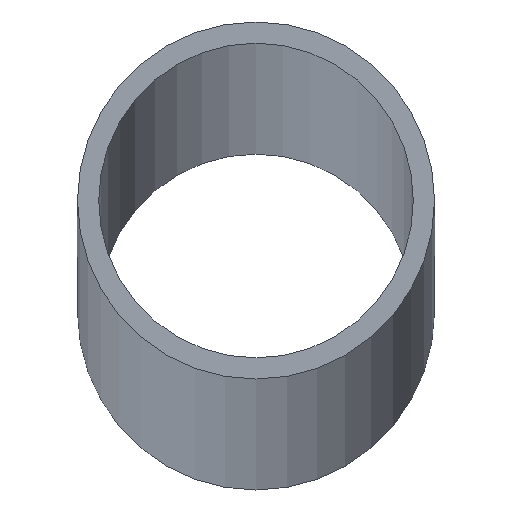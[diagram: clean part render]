
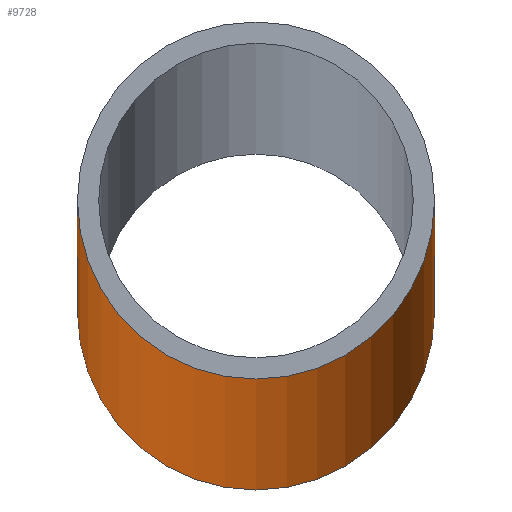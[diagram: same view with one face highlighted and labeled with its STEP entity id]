
A CAD part, top view. The second image highlights one B-rep face of the part: STEP entity #9728.
In plain terms, the highlighted cylindrical face has radius 16.85 mm (diameter 33.7 mm), a full revolution.
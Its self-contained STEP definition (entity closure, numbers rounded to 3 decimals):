
#940 = AXIS2_PLACEMENT_3D ( 'NONE', #2366, #6606, #10532 ) ;
#1099 = CYLINDRICAL_SURFACE ( 'NONE', #5360, 16.85 ) ;
#1589 = DIRECTION ( 'NONE',  ( 0., 0., 1. ) ) ;
#2366 = CARTESIAN_POINT ( 'NONE',  ( 0., 0., 3000. ) ) ;
#2394 = CIRCLE ( 'NONE', #4698, 16.85 ) ;
#2906 = VERTEX_POINT ( 'NONE', #9974 ) ;
#3199 = EDGE_CURVE ( 'NONE', #9776, #9776, #2394, .T. ) ;
#3367 = FACE_OUTER_BOUND ( 'NONE', #9851, .T. ) ;
#3513 = DIRECTION ( 'NONE',  ( -1., 0., 0. ) ) ;
#4309 = EDGE_CURVE ( 'NONE', #2906, #2906, #9272, .T. ) ;
#4336 = ORIENTED_EDGE ( 'NONE', *, *, #4309, .F. ) ;
#4446 = DIRECTION ( 'NONE',  ( 1., 0., 0. ) ) ;
#4579 = DIRECTION ( 'NONE',  ( 0., 0., -1. ) ) ;
#4698 = AXIS2_PLACEMENT_3D ( 'NONE', #7442, #1589, #4446 ) ;
#5360 = AXIS2_PLACEMENT_3D ( 'NONE', #7443, #4579, #3513 ) ;
#5999 = FACE_OUTER_BOUND ( 'NONE', #11238, .T. ) ;
#6606 = DIRECTION ( 'NONE',  ( 0., 0., 1. ) ) ;
#7442 = CARTESIAN_POINT ( 'NONE',  ( 0., 0., -3000. ) ) ;
#7443 = CARTESIAN_POINT ( 'NONE',  ( 0., 0., 3000. ) ) ;
#9272 = CIRCLE ( 'NONE', #940, 16.85 ) ;
#9728 = ADVANCED_FACE ( 'NONE', ( #5999, #3367 ), #1099, .T. ) ;
#9776 = VERTEX_POINT ( 'NONE', #11000 ) ;
#9851 = EDGE_LOOP ( 'NONE', ( #10766 ) ) ;
#9974 = CARTESIAN_POINT ( 'NONE',  ( 16.85, 0., 3000. ) ) ;
#10532 = DIRECTION ( 'NONE',  ( 1., 0., 0. ) ) ;
#10766 = ORIENTED_EDGE ( 'NONE', *, *, #3199, .T. ) ;
#11000 = CARTESIAN_POINT ( 'NONE',  ( 16.85, 0., -3000. ) ) ;
#11238 = EDGE_LOOP ( 'NONE', ( #4336 ) ) ;
